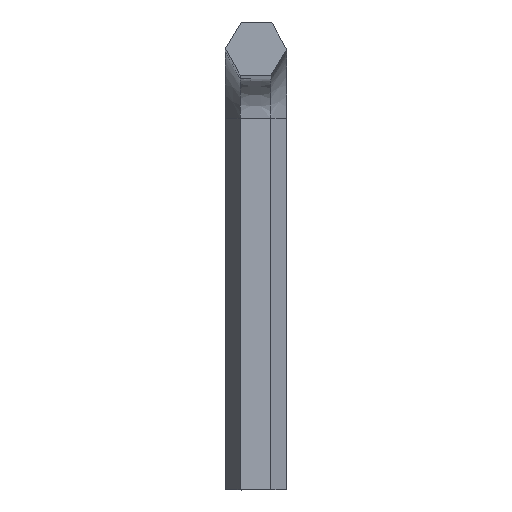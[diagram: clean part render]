
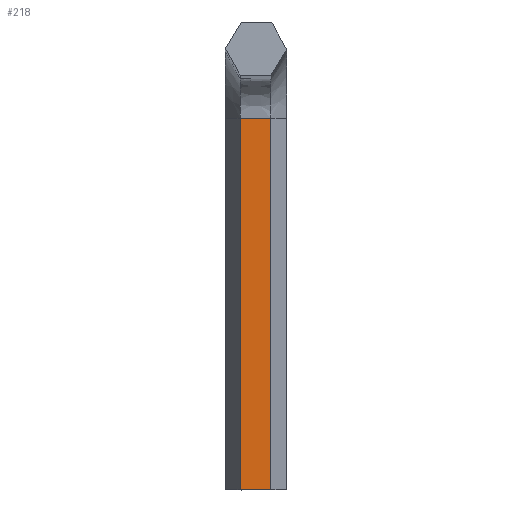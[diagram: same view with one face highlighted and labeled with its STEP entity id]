
A CAD part, top view. The second image highlights one B-rep face of the part: STEP entity #218.
In plain terms, the highlighted planar face has unit normal (-0.021, 0, 1).
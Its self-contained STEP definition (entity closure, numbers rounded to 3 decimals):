
#14 = VECTOR ( 'NONE', #327, 1000. ) ;
#31 = ORIENTED_EDGE ( 'NONE', *, *, #362, .F. ) ;
#79 = CARTESIAN_POINT ( 'NONE',  ( -1.197, 28., 1.975 ) ) ;
#86 = VECTOR ( 'NONE', #574, 1000. ) ;
#100 = LINE ( 'NONE', #283, #272 ) ;
#120 = EDGE_CURVE ( 'NONE', #237, #174, #203, .T. ) ;
#169 = CARTESIAN_POINT ( 'NONE',  ( -1.197, 0., 1.975 ) ) ;
#173 = CARTESIAN_POINT ( 'NONE',  ( 1.112, 0., 2.024 ) ) ;
#174 = VERTEX_POINT ( 'NONE', #344 ) ;
#190 = ORIENTED_EDGE ( 'NONE', *, *, #120, .T. ) ;
#193 = CARTESIAN_POINT ( 'NONE',  ( -1.197, 0., 1.975 ) ) ;
#203 = LINE ( 'NONE', #303, #390 ) ;
#210 = LINE ( 'NONE', #392, #86 ) ;
#218 = ADVANCED_FACE ( 'NONE', ( #475 ), #345, .T. ) ;
#232 = VERTEX_POINT ( 'NONE', #79 ) ;
#237 = VERTEX_POINT ( 'NONE', #173 ) ;
#272 = VECTOR ( 'NONE', #458, 1000. ) ;
#283 = CARTESIAN_POINT ( 'NONE',  ( -1.197, 28., 1.975 ) ) ;
#288 = CARTESIAN_POINT ( 'NONE',  ( -1.197, 0., 1.975 ) ) ;
#300 = DIRECTION ( 'NONE',  ( -0.021, 0., 1. ) ) ;
#302 = VERTEX_POINT ( 'NONE', #288 ) ;
#303 = CARTESIAN_POINT ( 'NONE',  ( 1.112, 0., 2.024 ) ) ;
#305 = DIRECTION ( 'NONE',  ( 1., 0., 0.021 ) ) ;
#327 = DIRECTION ( 'NONE',  ( 0., 1., 0. ) ) ;
#328 = EDGE_LOOP ( 'NONE', ( #190, #346, #31, #526 ) ) ;
#344 = CARTESIAN_POINT ( 'NONE',  ( 1.112, 28., 2.024 ) ) ;
#345 = PLANE ( 'NONE',  #497 ) ;
#346 = ORIENTED_EDGE ( 'NONE', *, *, #376, .F. ) ;
#362 = EDGE_CURVE ( 'NONE', #302, #232, #594, .T. ) ;
#376 = EDGE_CURVE ( 'NONE', #232, #174, #100, .T. ) ;
#386 = DIRECTION ( 'NONE',  ( 0., 1., 0. ) ) ;
#390 = VECTOR ( 'NONE', #386, 1000. ) ;
#392 = CARTESIAN_POINT ( 'NONE',  ( -1.197, 0., 1.975 ) ) ;
#458 = DIRECTION ( 'NONE',  ( 1., 0., 0.021 ) ) ;
#475 = FACE_OUTER_BOUND ( 'NONE', #328, .T. ) ;
#497 = AXIS2_PLACEMENT_3D ( 'NONE', #169, #300, #305 ) ;
#512 = EDGE_CURVE ( 'NONE', #302, #237, #210, .T. ) ;
#526 = ORIENTED_EDGE ( 'NONE', *, *, #512, .T. ) ;
#574 = DIRECTION ( 'NONE',  ( 1., 0., 0.021 ) ) ;
#594 = LINE ( 'NONE', #193, #14 ) ;
